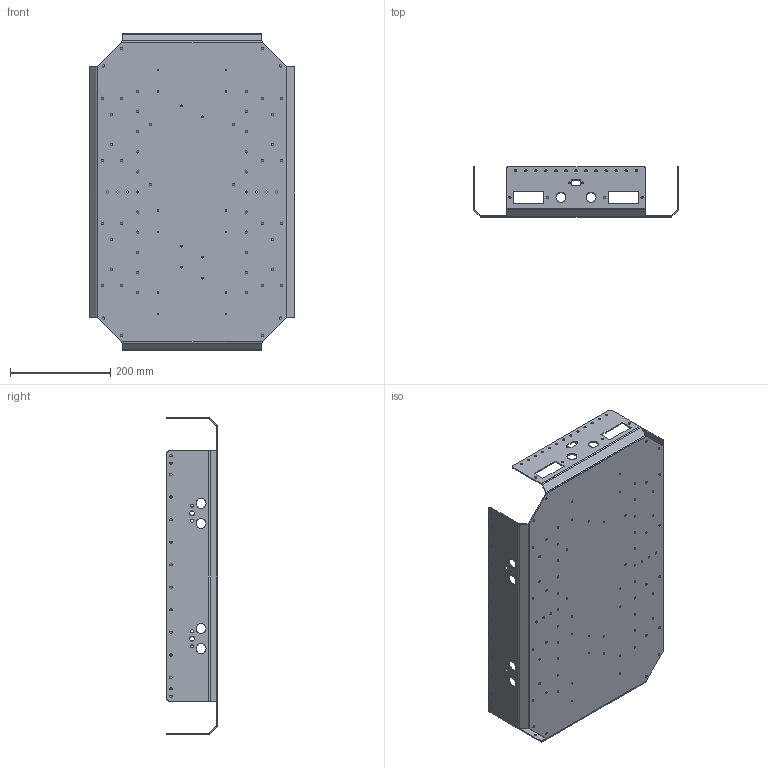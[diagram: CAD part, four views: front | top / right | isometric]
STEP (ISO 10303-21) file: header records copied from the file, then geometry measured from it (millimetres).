
FILE_DESCRIPTION(/* description */ (''),/* implementation_level */ '2;1');
FILE_NAME(/* name */ 'ROVER6_FRAME_BOTTOM.step',/* time_stamp */ '2024-07-21T23:23:28+03:00',/* author */ (''),/* organization */ (''),/* preprocessor_version */ 'ST-DEVELOPER v20',/* originating_system */ 'Autodesk Translation Framework v13.14.0.145',/* authorisation */ '');
FILE_SCHEMA (('AUTOMOTIVE_DESIGN { 1 0 10303 214 3 1 1 }'));
Length unit declared in the file: millimetre
Products named in the file (1): ROVER6_FRAME_BOTTOM
Bounding box: 410 x 100 x 631.11 mm (x, y, z)
Volume: 745770.5 mm3; surface area: 758810.8 mm2
Topology: 1 solids, 1 shells, 278 faces, 764 edges, 488 vertices
Faces by surface type: cylinder 196, plane 74, bspline 8
Full cylindrical faces by diameter (mm): 3.2 x4, 3.5 x18, 4.5 x126, 6 x8, 10 x4, 20 x12
Entity records: 9789 total; most frequent: CARTESIAN_POINT 1699, DIRECTION 1666, ORIENTED_EDGE 1528, EDGE_CURVE 764, AXIS2_PLACEMENT_3D 647, EDGE_LOOP 634, VERTEX_POINT 488, CIRCLE 376
